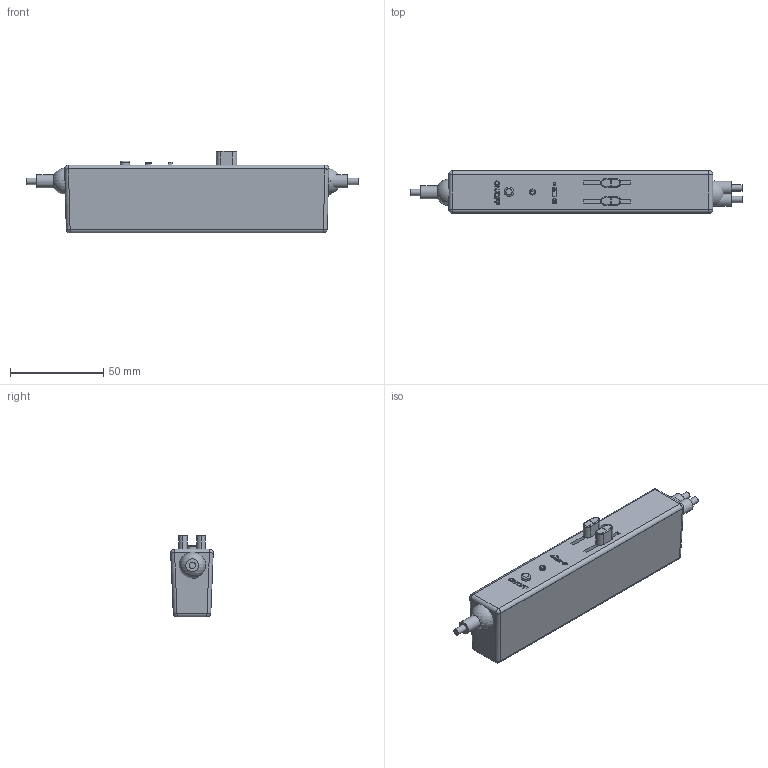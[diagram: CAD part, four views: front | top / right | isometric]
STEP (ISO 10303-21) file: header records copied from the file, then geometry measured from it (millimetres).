
FILE_DESCRIPTION(('HOOPS Exchange Step'),'2;1');
FILE_NAME('temp_export','2022-08-10T09:59:41-05:00',('mobile'),('Shapr3D Limited'),'HOOPS Exchange 2022.1','Shapr3D','Authorized');
FILE_SCHEMA( ('AP203_CONFIGURATION_CONTROLLED_3D_DESIGN_OF_MECHANICAL_PARTS_AND_ASSEMBLIES_MIM_LF') );
Length unit declared in the file: millimetre
Products named in the file (9): Aux Jack; Cable Gland A; Cable Gland B; Stereo Mono Button; Power Button; Power Light; Volume Knobs; Headset Main Body; root
Assembly tree (8 placements, depth 3):
  root
    Headset Main Body
      Aux Jack
      Cable Gland A
      Cable Gland B
      Stereo Mono Button
      Power Button
      Power Light
      Volume Knobs
Bounding box: 178.35 x 22.83 x 44 mm (x, y, z)
Volume: 114067.2 mm3; surface area: 20880.1 mm2
Topology: 15 solids, 15 shells, 223 faces, 514 edges, 330 vertices
Faces by surface type: plane 140, cylinder 54, torus 11, sphere 10, bspline 8
Full cylindrical faces by diameter (mm): 1.2 x1, 1.6 x1, 3.5 x3, 4 x1, 5 x1, 7 x4
Entity records: 6860 total; most frequent: CARTESIAN_POINT 1524, DIRECTION 1083, ORIENTED_EDGE 1004, EDGE_CURVE 502, AXIS2_PLACEMENT_3D 378, VERTEX_POINT 330, VECTOR 327, LINE 327
